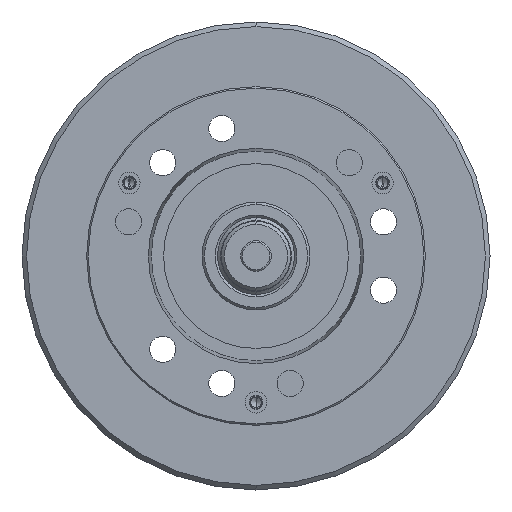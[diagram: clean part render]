
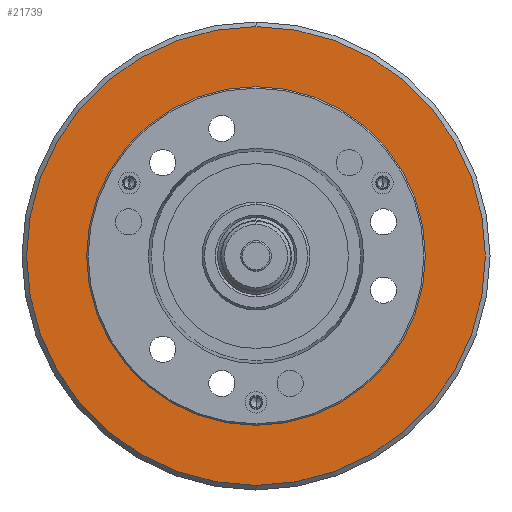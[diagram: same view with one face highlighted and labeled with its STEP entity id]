
A CAD part, left-side view. The second image highlights one B-rep face of the part: STEP entity #21739.
In plain terms, the highlighted planar face has unit normal (-1, 0, 0).
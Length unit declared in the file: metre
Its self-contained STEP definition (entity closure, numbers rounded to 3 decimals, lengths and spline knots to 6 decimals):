
#1241 = AXIS2_PLACEMENT_3D ( 'NONE', #1330, #1329, #1328 ) ;
#1268 = CIRCLE ( 'NONE', #1241, 0.11 ) ;
#1280 = PLANE ( 'NONE',  #1331 ) ;
#1291 = DIRECTION ( 'NONE',  ( 1., 0., 0. ) ) ;
#1310 = DIRECTION ( 'NONE',  ( 0., 0., -1. ) ) ;
#1311 = DIRECTION ( 'NONE',  ( -1., 0., 0. ) ) ;
#1312 = AXIS2_PLACEMENT_3D ( 'NONE', #1326, #1311, #1310 ) ;
#1313 = CIRCLE ( 'NONE', #1312, 0.149 ) ;
#1318 = DIRECTION ( 'NONE',  ( 0., 0., -1. ) ) ;
#1322 = FACE_OUTER_BOUND ( 'NONE', #21726, .T. ) ;
#1326 = CARTESIAN_POINT ( 'NONE',  ( 0., 0., 0. ) ) ;
#1327 = FACE_BOUND ( 'NONE', #21746, .T. ) ;
#1328 = DIRECTION ( 'NONE',  ( 0., 0., 1. ) ) ;
#1329 = DIRECTION ( 'NONE',  ( -1., 0., 0. ) ) ;
#1330 = CARTESIAN_POINT ( 'NONE',  ( 0., 0., 0. ) ) ;
#1331 = AXIS2_PLACEMENT_3D ( 'NONE', #1332, #1291, #1318 ) ;
#1332 = CARTESIAN_POINT ( 'NONE',  ( 0., 0.11, 0. ) ) ;
#3428 = CIRCLE ( 'NONE', #3479, 0.149 ) ;
#3467 = DIRECTION ( 'NONE',  ( 0., 0., -1. ) ) ;
#3468 = DIRECTION ( 'NONE',  ( -1., 0., 0. ) ) ;
#3478 = CARTESIAN_POINT ( 'NONE',  ( 0., 0., -0.149 ) ) ;
#3479 = AXIS2_PLACEMENT_3D ( 'NONE', #3485, #3468, #3467 ) ;
#3485 = CARTESIAN_POINT ( 'NONE',  ( 0., 0., 0. ) ) ;
#3662 = CARTESIAN_POINT ( 'NONE',  ( 0., 0., -0.11 ) ) ;
#3714 = DIRECTION ( 'NONE',  ( 0., 0., 1. ) ) ;
#3715 = DIRECTION ( 'NONE',  ( -1., 0., 0. ) ) ;
#3716 = CARTESIAN_POINT ( 'NONE',  ( 0., 0., 0. ) ) ;
#3717 = AXIS2_PLACEMENT_3D ( 'NONE', #3716, #3715, #3714 ) ;
#3720 = CIRCLE ( 'NONE', #3717, 0.11 ) ;
#3732 = CARTESIAN_POINT ( 'NONE',  ( 0., 0., 0.11 ) ) ;
#3736 = CARTESIAN_POINT ( 'NONE',  ( 0., 0., 0.149 ) ) ;
#21726 = EDGE_LOOP ( 'NONE', ( #21745, #21742 ) ) ;
#21731 = ORIENTED_EDGE ( 'NONE', *, *, #21732, .F. ) ;
#21732 = EDGE_CURVE ( 'NONE', #23117, #23085, #1268, .T. ) ;
#21737 = ORIENTED_EDGE ( 'NONE', *, *, #23123, .F. ) ;
#21739 = ADVANCED_FACE ( 'NONE', ( #1322, #1327 ), #1280, .F. ) ;
#21742 = ORIENTED_EDGE ( 'NONE', *, *, #22971, .T. ) ;
#21745 = ORIENTED_EDGE ( 'NONE', *, *, #21748, .T. ) ;
#21746 = EDGE_LOOP ( 'NONE', ( #21731, #21737 ) ) ;
#21748 = EDGE_CURVE ( 'NONE', #22970, #23113, #1313, .T. ) ;
#22970 = VERTEX_POINT ( 'NONE', #3478 ) ;
#22971 = EDGE_CURVE ( 'NONE', #23113, #22970, #3428, .T. ) ;
#23085 = VERTEX_POINT ( 'NONE', #3662 ) ;
#23113 = VERTEX_POINT ( 'NONE', #3736 ) ;
#23117 = VERTEX_POINT ( 'NONE', #3732 ) ;
#23123 = EDGE_CURVE ( 'NONE', #23085, #23117, #3720, .T. ) ;
